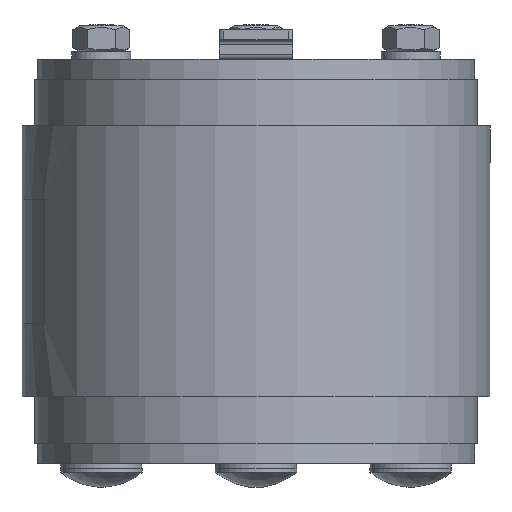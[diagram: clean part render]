
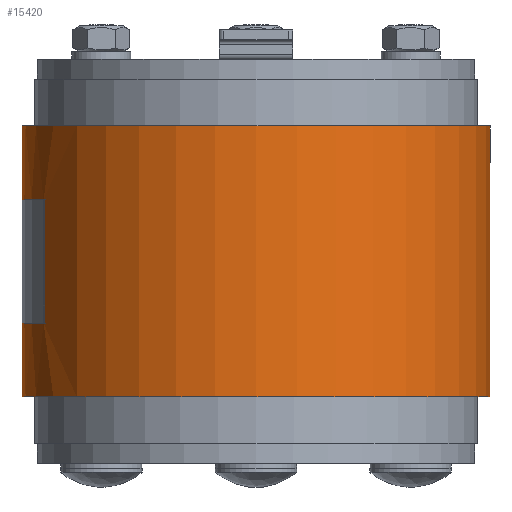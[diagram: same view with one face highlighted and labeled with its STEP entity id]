
A CAD part, front view. The second image highlights one B-rep face of the part: STEP entity #15420.
In plain terms, the highlighted cylindrical face has radius 47.5 mm (diameter 95 mm), a partial arc.
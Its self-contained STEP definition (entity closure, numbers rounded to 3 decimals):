
#1903=LINE('',#25933,#3556);
#1910=LINE('',#25950,#3563);
#1920=LINE('',#25969,#3573);
#1929=LINE('',#25995,#3582);
#1930=LINE('',#25999,#3583);
#1931=LINE('',#26002,#3584);
#3556=VECTOR('',#19611,25.);
#3563=VECTOR('',#19628,15.);
#3573=VECTOR('',#19648,15.);
#3582=VECTOR('',#19677,15.);
#3583=VECTOR('',#19680,25.);
#3584=VECTOR('',#19683,15.);
#5570=FACE_OUTER_BOUND('',#6488,.T.);
#6488=EDGE_LOOP('',(#14387,#14388,#14389,#14390,#14391,#14392,#14393,#14394,
#14395,#14396,#14397,#14398,#14399,#14400));
#6669=CIRCLE('',#16278,47.5);
#6671=CIRCLE('',#16281,47.5);
#6673=CIRCLE('',#16284,47.5);
#6675=CIRCLE('',#16288,47.5);
#6677=CIRCLE('',#16301,47.5);
#6680=CIRCLE('',#16305,47.5);
#6681=CIRCLE('',#16307,47.5);
#6682=CIRCLE('',#16308,47.5);
#8062=VERTEX_POINT('',#25905);
#8063=VERTEX_POINT('',#25906);
#8066=VERTEX_POINT('',#25914);
#8067=VERTEX_POINT('',#25915);
#8070=VERTEX_POINT('',#25923);
#8071=VERTEX_POINT('',#25924);
#8074=VERTEX_POINT('',#25932);
#8076=VERTEX_POINT('',#25938);
#8086=VERTEX_POINT('',#25982);
#8089=VERTEX_POINT('',#25990);
#8090=VERTEX_POINT('',#25994);
#8091=VERTEX_POINT('',#25996);
#8092=VERTEX_POINT('',#25998);
#8093=VERTEX_POINT('',#26000);
#10159=EDGE_CURVE('',#8062,#8063,#6669,.T.);
#10163=EDGE_CURVE('',#8066,#8067,#6671,.T.);
#10167=EDGE_CURVE('',#8070,#8071,#6673,.T.);
#10171=EDGE_CURVE('',#8071,#8074,#1903,.T.);
#10174=EDGE_CURVE('',#8074,#8076,#6675,.T.);
#10180=EDGE_CURVE('',#8062,#8076,#1910,.T.);
#10190=EDGE_CURVE('',#8070,#8067,#1920,.T.);
#10197=EDGE_CURVE('',#8086,#8066,#6677,.T.);
#10202=EDGE_CURVE('',#8063,#8089,#6680,.T.);
#10203=EDGE_CURVE('',#8089,#8090,#1929,.T.);
#10204=EDGE_CURVE('',#8090,#8091,#6681,.T.);
#10205=EDGE_CURVE('',#8091,#8092,#1930,.T.);
#10206=EDGE_CURVE('',#8092,#8093,#6682,.T.);
#10207=EDGE_CURVE('',#8093,#8086,#1931,.T.);
#14387=ORIENTED_EDGE('',*,*,#10202,.T.);
#14388=ORIENTED_EDGE('',*,*,#10203,.T.);
#14389=ORIENTED_EDGE('',*,*,#10204,.T.);
#14390=ORIENTED_EDGE('',*,*,#10205,.T.);
#14391=ORIENTED_EDGE('',*,*,#10206,.T.);
#14392=ORIENTED_EDGE('',*,*,#10207,.T.);
#14393=ORIENTED_EDGE('',*,*,#10197,.T.);
#14394=ORIENTED_EDGE('',*,*,#10163,.T.);
#14395=ORIENTED_EDGE('',*,*,#10190,.F.);
#14396=ORIENTED_EDGE('',*,*,#10167,.T.);
#14397=ORIENTED_EDGE('',*,*,#10171,.T.);
#14398=ORIENTED_EDGE('',*,*,#10174,.T.);
#14399=ORIENTED_EDGE('',*,*,#10180,.F.);
#14400=ORIENTED_EDGE('',*,*,#10159,.T.);
#14609=CYLINDRICAL_SURFACE('',#16306,47.5);
#15420=ADVANCED_FACE('',(#5570),#14609,.T.);
#16278=AXIS2_PLACEMENT_3D('',#25907,#19587,#19588);
#16281=AXIS2_PLACEMENT_3D('',#25916,#19595,#19596);
#16284=AXIS2_PLACEMENT_3D('',#25925,#19603,#19604);
#16288=AXIS2_PLACEMENT_3D('',#25939,#19616,#19617);
#16301=AXIS2_PLACEMENT_3D('',#25983,#19663,#19664);
#16305=AXIS2_PLACEMENT_3D('',#25992,#19673,#19674);
#16306=AXIS2_PLACEMENT_3D('',#25993,#19675,#19676);
#16307=AXIS2_PLACEMENT_3D('',#25997,#19678,#19679);
#16308=AXIS2_PLACEMENT_3D('',#26001,#19681,#19682);
#19587=DIRECTION('center_axis',(0.,-1.,0.));
#19588=DIRECTION('ref_axis',(0.,0.,-1.));
#19595=DIRECTION('center_axis',(0.,1.,0.));
#19596=DIRECTION('ref_axis',(0.,0.,-1.));
#19603=DIRECTION('center_axis',(0.,-1.,0.));
#19604=DIRECTION('ref_axis',(0.,0.,-1.));
#19611=DIRECTION('',(0.,1.,0.));
#19616=DIRECTION('center_axis',(0.,1.,0.));
#19617=DIRECTION('ref_axis',(0.,0.,-1.));
#19628=DIRECTION('',(0.,-1.,0.));
#19648=DIRECTION('',(0.,-1.,0.));
#19663=DIRECTION('center_axis',(0.,1.,0.));
#19664=DIRECTION('ref_axis',(0.,0.,1.));
#19673=DIRECTION('center_axis',(0.,-1.,0.));
#19674=DIRECTION('ref_axis',(0.,0.,1.));
#19675=DIRECTION('center_axis',(0.,-1.,0.));
#19676=DIRECTION('ref_axis',(0.,0.,1.));
#19677=DIRECTION('',(0.,-1.,0.));
#19678=DIRECTION('center_axis',(0.,-1.,0.));
#19679=DIRECTION('ref_axis',(0.,0.,1.));
#19680=DIRECTION('',(0.,-1.,0.));
#19681=DIRECTION('center_axis',(0.,1.,0.));
#19682=DIRECTION('ref_axis',(-0.43,0.,0.903));
#19683=DIRECTION('',(0.,-1.,0.));
#25905=CARTESIAN_POINT('',(-72.645,27.5,-1.25));
#25906=CARTESIAN_POINT('',(-72.645,27.5,93.75));
#25907=CARTESIAN_POINT('Origin',(-72.645,27.5,46.25));
#25914=CARTESIAN_POINT('',(-72.645,-27.5,93.75));
#25915=CARTESIAN_POINT('',(-72.645,-27.5,-1.25));
#25916=CARTESIAN_POINT('Origin',(-72.645,-27.5,46.25));
#25923=CARTESIAN_POINT('',(-72.645,-12.5,-1.25));
#25924=CARTESIAN_POINT('',(-52.742,-12.5,3.121));
#25925=CARTESIAN_POINT('Origin',(-72.645,-12.5,46.25));
#25932=CARTESIAN_POINT('',(-52.742,12.5,3.121));
#25933=CARTESIAN_POINT('',(-52.742,0.,3.121));
#25938=CARTESIAN_POINT('',(-72.645,12.5,-1.25));
#25939=CARTESIAN_POINT('Origin',(-72.645,12.5,46.25));
#25950=CARTESIAN_POINT('',(-72.645,13.75,-1.25));
#25969=CARTESIAN_POINT('',(-72.645,-6.25,-1.25));
#25982=CARTESIAN_POINT('',(-72.65,-27.5,93.75));
#25983=CARTESIAN_POINT('Origin',(-72.645,-27.5,46.25));
#25990=CARTESIAN_POINT('',(-72.65,27.5,93.75));
#25992=CARTESIAN_POINT('Origin',(-72.645,27.5,46.25));
#25993=CARTESIAN_POINT('Origin',(-72.645,0.,
46.25));
#25994=CARTESIAN_POINT('',(-72.65,12.5,93.75));
#25995=CARTESIAN_POINT('',(-72.65,-27.5,93.75));
#25996=CARTESIAN_POINT('',(-93.072,12.5,89.134));
#25997=CARTESIAN_POINT('Origin',(-72.645,12.5,46.25));
#25998=CARTESIAN_POINT('',(-93.072,-12.5,89.134));
#25999=CARTESIAN_POINT('',(-93.072,-12.5,89.134));
#26000=CARTESIAN_POINT('',(-72.65,-12.5,93.75));
#26001=CARTESIAN_POINT('Origin',(-72.645,-12.5,46.25));
#26002=CARTESIAN_POINT('',(-72.65,-27.5,93.75));
